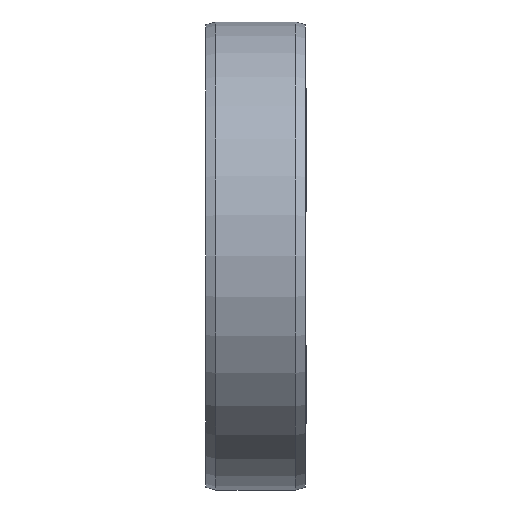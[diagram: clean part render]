
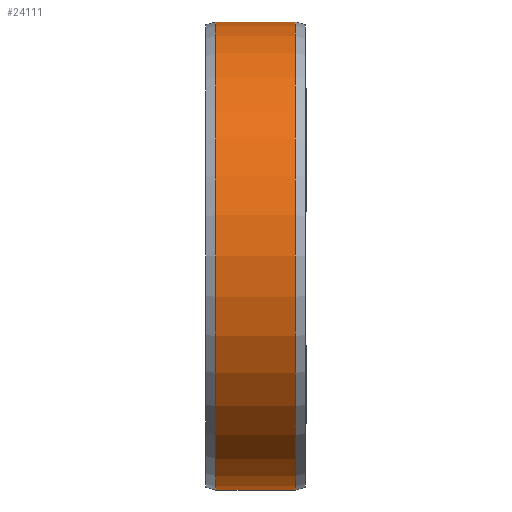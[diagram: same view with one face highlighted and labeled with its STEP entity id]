
A CAD part, left-side view. The second image highlights one B-rep face of the part: STEP entity #24111.
In plain terms, the highlighted cylindrical face has radius 23.5 mm (diameter 47 mm), a partial arc.
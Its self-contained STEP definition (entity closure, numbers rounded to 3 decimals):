
#23081=CARTESIAN_POINT('',(0.,-4.,0.));
#23082=DIRECTION('',(0.,1.,0.));
#23083=DIRECTION('',(0.,0.,-1.));
#23084=AXIS2_PLACEMENT_3D('',#23081,#23082,#23083);
#23089=DIRECTION('',(0.,1.,0.));
#23090=VECTOR('',#23089,8.);
#23091=CARTESIAN_POINT('',(0.,-4.,-23.5));
#23092=LINE('',#23091,#23090);
#23104=DIRECTION('',(0.,1.,0.));
#23105=VECTOR('',#23104,8.);
#23106=CARTESIAN_POINT('',(0.,-4.,23.5));
#23107=LINE('',#23106,#23105);
#23460=CARTESIAN_POINT('',(0.,4.,0.));
#23461=DIRECTION('',(0.,1.,0.));
#23462=DIRECTION('',(0.,0.,-1.));
#23463=AXIS2_PLACEMENT_3D('',#23460,#23461,#23462);
#24010=CARTESIAN_POINT('',(0.,-4.,-23.5));
#24012=VERTEX_POINT('',#24010);
#24013=CARTESIAN_POINT('',(0.,4.,-23.5));
#24014=VERTEX_POINT('',#24013);
#24040=CARTESIAN_POINT('',(0.,-4.,23.5));
#24042=VERTEX_POINT('',#24040);
#24043=CARTESIAN_POINT('',(0.,4.,23.5));
#24044=VERTEX_POINT('',#24043);
#24096=CARTESIAN_POINT('',(0.,-5.5,0.));
#24097=DIRECTION('',(0.,1.,0.));
#24098=DIRECTION('',(0.,0.,-1.));
#24099=AXIS2_PLACEMENT_3D('',#24096,#24097,#24098);
#24100=CYLINDRICAL_SURFACE('',#24099,23.5);
#24102=ORIENTED_EDGE('',*,*,#24101,.T.);
#24104=ORIENTED_EDGE('',*,*,#24103,.T.);
#24106=ORIENTED_EDGE('',*,*,#24105,.F.);
#24108=ORIENTED_EDGE('',*,*,#24107,.F.);
#24109=EDGE_LOOP('',(#24102,#24104,#24106,#24108));
#24110=FACE_OUTER_BOUND('',#24109,.F.);
#23085=CIRCLE('',#23084,23.5);
#23464=CIRCLE('',#23463,23.5);
#24101=EDGE_CURVE('',#24012,#24014,#23092,.T.);
#24103=EDGE_CURVE('',#24014,#24044,#23464,.T.);
#24105=EDGE_CURVE('',#24042,#24044,#23107,.T.);
#24107=EDGE_CURVE('',#24012,#24042,#23085,.T.);
#24111=ADVANCED_FACE('',(#24110),#24100,.T.);
